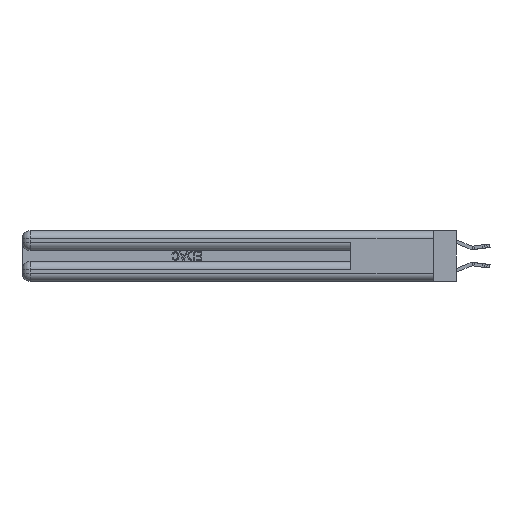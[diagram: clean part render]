
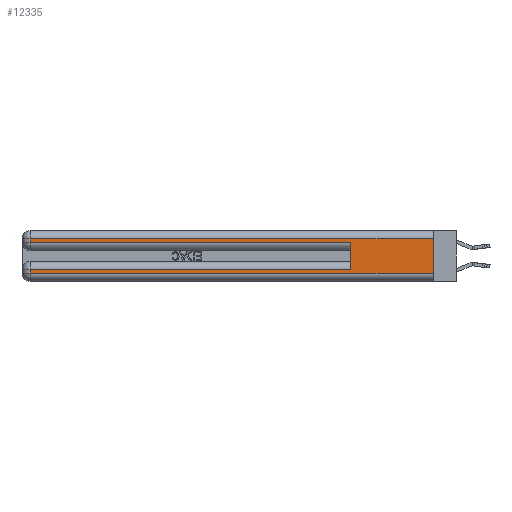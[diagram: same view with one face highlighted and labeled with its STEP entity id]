
A CAD part, left-side view. The second image highlights one B-rep face of the part: STEP entity #12335.
In plain terms, the highlighted planar face has unit normal (-1, 0, 0).
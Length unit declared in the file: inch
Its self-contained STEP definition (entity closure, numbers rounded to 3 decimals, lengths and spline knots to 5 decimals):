
#309 = EDGE_CURVE ( 'NONE', #31701, #20337, #7712, .T. ) ;
#525 = EDGE_CURVE ( 'NONE', #2094, #20337, #21408, .T. ) ;
#672 = VECTOR ( 'NONE', #27844, 39.37008 ) ;
#915 = DIRECTION ( 'NONE',  ( 0., 0., -1. ) ) ;
#1501 = DIRECTION ( 'NONE',  ( 0., -1., 0. ) ) ;
#2094 = VERTEX_POINT ( 'NONE', #34935 ) ;
#2210 = VECTOR ( 'NONE', #1501, 39.37008 ) ;
#2771 = ORIENTED_EDGE ( 'NONE', *, *, #32574, .F. ) ;
#3724 = CARTESIAN_POINT ( 'NONE',  ( 0., 0., 0.37 ) ) ;
#3769 = LINE ( 'NONE', #23905, #9696 ) ;
#4641 = ORIENTED_EDGE ( 'NONE', *, *, #34057, .T. ) ;
#7712 = LINE ( 'NONE', #19193, #36030 ) ;
#7718 = CARTESIAN_POINT ( 'NONE',  ( 0., 0.6, 0.085 ) ) ;
#9377 = EDGE_CURVE ( 'NONE', #16128, #36764, #3769, .T. ) ;
#9498 = VECTOR ( 'NONE', #24074, 39.37008 ) ;
#9696 = VECTOR ( 'NONE', #12251, 39.37008 ) ;
#10469 = CARTESIAN_POINT ( 'NONE',  ( 0., 2.94, 0.31 ) ) ;
#10548 = CARTESIAN_POINT ( 'NONE',  ( 0., 0., 0.31 ) ) ;
#10596 = ORIENTED_EDGE ( 'NONE', *, *, #9377, .T. ) ;
#10653 = CARTESIAN_POINT ( 'NONE',  ( 0., 0., 0.31 ) ) ;
#10886 = EDGE_CURVE ( 'NONE', #20642, #16571, #24470, .T. ) ;
#12251 = DIRECTION ( 'NONE',  ( 0., 0., -1. ) ) ;
#12335 = ADVANCED_FACE ( 'NONE', ( #35337 ), #31594, .F. ) ;
#13168 = LINE ( 'NONE', #15435, #9498 ) ;
#14126 = LINE ( 'NONE', #17126, #27345 ) ;
#14561 = CARTESIAN_POINT ( 'NONE',  ( 0., 0., 0.06 ) ) ;
#14740 = LINE ( 'NONE', #14561, #2210 ) ;
#14834 = CARTESIAN_POINT ( 'NONE',  ( 0., 0.6, 0.285 ) ) ;
#15435 = CARTESIAN_POINT ( 'NONE',  ( 0., 2.94, 0.37 ) ) ;
#16128 = VERTEX_POINT ( 'NONE', #24985 ) ;
#16571 = VERTEX_POINT ( 'NONE', #10469 ) ;
#16765 = DIRECTION ( 'NONE',  ( 0., 1., 0. ) ) ;
#17126 = CARTESIAN_POINT ( 'NONE',  ( 0., 0., 0.37 ) ) ;
#19193 = CARTESIAN_POINT ( 'NONE',  ( 0., 0.6, 0.145 ) ) ;
#19724 = ORIENTED_EDGE ( 'NONE', *, *, #309, .F. ) ;
#20337 = VERTEX_POINT ( 'NONE', #14834 ) ;
#20642 = VERTEX_POINT ( 'NONE', #10653 ) ;
#21067 = ORIENTED_EDGE ( 'NONE', *, *, #21396, .T. ) ;
#21396 = EDGE_CURVE ( 'NONE', #31701, #16128, #34432, .T. ) ;
#21408 = LINE ( 'NONE', #32893, #25638 ) ;
#22367 = CARTESIAN_POINT ( 'NONE',  ( 0., 0., 0.06 ) ) ;
#23072 = VERTEX_POINT ( 'NONE', #22367 ) ;
#23905 = CARTESIAN_POINT ( 'NONE',  ( 0., 2.94, 0.37 ) ) ;
#23920 = AXIS2_PLACEMENT_3D ( 'NONE', #3724, #26678, #915 ) ;
#24047 = DIRECTION ( 'NONE',  ( 0., -1., 0. ) ) ;
#24074 = DIRECTION ( 'NONE',  ( 0., 0., -1. ) ) ;
#24470 = LINE ( 'NONE', #10548, #672 ) ;
#24938 = ORIENTED_EDGE ( 'NONE', *, *, #35919, .T. ) ;
#24985 = CARTESIAN_POINT ( 'NONE',  ( 0., 2.94, 0.085 ) ) ;
#25638 = VECTOR ( 'NONE', #24047, 39.37008 ) ;
#26678 = DIRECTION ( 'NONE',  ( 1., 0., 0. ) ) ;
#26906 = VECTOR ( 'NONE', #16765, 39.37008 ) ;
#27345 = VECTOR ( 'NONE', #28597, 39.37008 ) ;
#27844 = DIRECTION ( 'NONE',  ( 0., 1., 0. ) ) ;
#28597 = DIRECTION ( 'NONE',  ( 0., 0., -1. ) ) ;
#30668 = DIRECTION ( 'NONE',  ( 0., 0., 1. ) ) ;
#31494 = EDGE_LOOP ( 'NONE', ( #2771, #34566, #24938, #35995, #19724, #21067, #10596, #4641 ) ) ;
#31594 = PLANE ( 'NONE',  #23920 ) ;
#31701 = VERTEX_POINT ( 'NONE', #7718 ) ;
#32515 = CARTESIAN_POINT ( 'NONE',  ( 0., 2.94, 0.06 ) ) ;
#32574 = EDGE_CURVE ( 'NONE', #20642, #23072, #14126, .T. ) ;
#32893 = CARTESIAN_POINT ( 'NONE',  ( 0., 0., 0.285 ) ) ;
#34057 = EDGE_CURVE ( 'NONE', #36764, #23072, #14740, .T. ) ;
#34432 = LINE ( 'NONE', #34615, #26906 ) ;
#34566 = ORIENTED_EDGE ( 'NONE', *, *, #10886, .T. ) ;
#34615 = CARTESIAN_POINT ( 'NONE',  ( 0., 0., 0.085 ) ) ;
#34935 = CARTESIAN_POINT ( 'NONE',  ( 0., 2.94, 0.285 ) ) ;
#35337 = FACE_OUTER_BOUND ( 'NONE', #31494, .T. ) ;
#35919 = EDGE_CURVE ( 'NONE', #16571, #2094, #13168, .T. ) ;
#35995 = ORIENTED_EDGE ( 'NONE', *, *, #525, .T. ) ;
#36030 = VECTOR ( 'NONE', #30668, 39.37008 ) ;
#36764 = VERTEX_POINT ( 'NONE', #32515 ) ;
